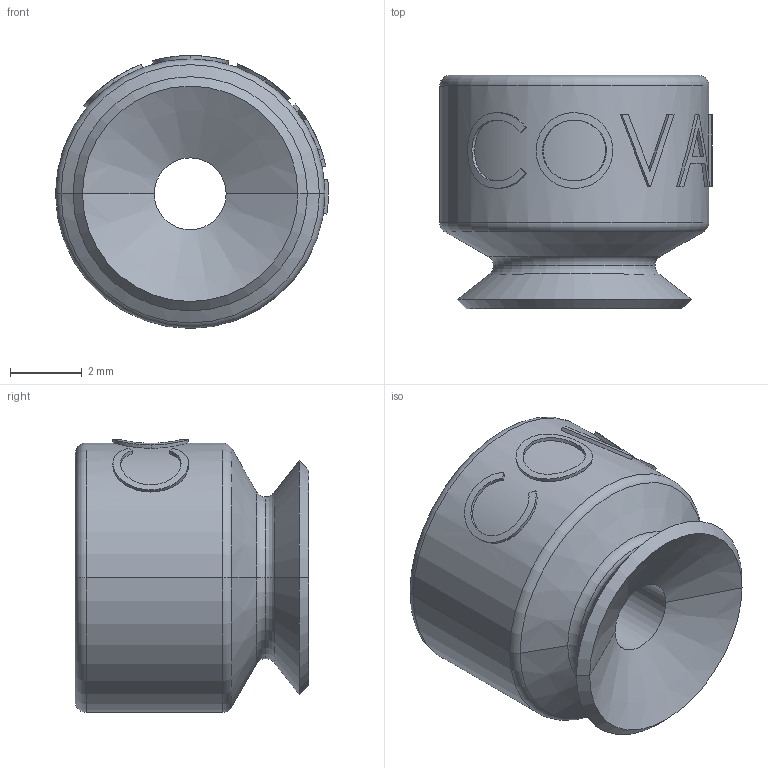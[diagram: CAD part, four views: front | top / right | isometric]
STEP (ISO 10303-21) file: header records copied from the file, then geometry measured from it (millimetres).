
FILE_DESCRIPTION(('STEP AP214'),'1');
FILE_NAME('COVAL_VPG6NBR.stp','2017-12-27T16:19:20',('TraceParts'),('TraceParts S.A.'),'Spatial InterOp 3D',' ',' ');
FILE_SCHEMA(('automotive_design'));
Length unit declared in the file: millimetre
Products named in the file (1): COVAL_VPG6NBR
Bounding box: 7.6 x 6.5 x 7.6 mm (x, y, z)
Volume: 145.7 mm3; surface area: 335.3 mm2
Topology: 1 solids, 1 shells, 84 faces, 201 edges, 126 vertices
Faces by surface type: bspline 29, plane 17, cylinder 16, torus 14, cone 8
Entity records: 6781 total; most frequent: CARTESIAN_POINT 4349, ORIENTED_EDGE 402, DIRECTION 294, EDGE_CURVE 201, AXIS2_PLACEMENT_3D 132, VERTEX_POINT 126, B_SPLINE_CURVE_WITH_KNOTS 95, EDGE_LOOP 93
